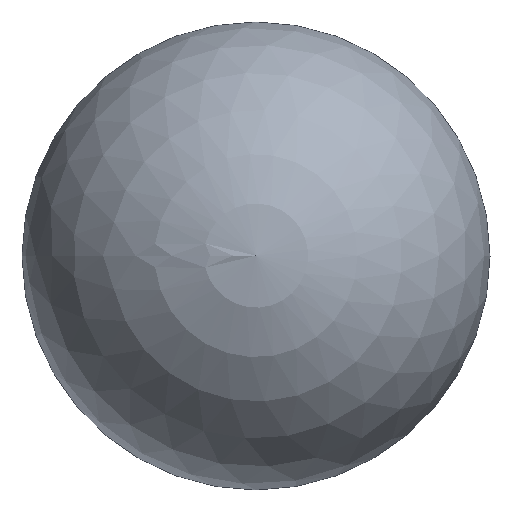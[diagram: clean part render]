
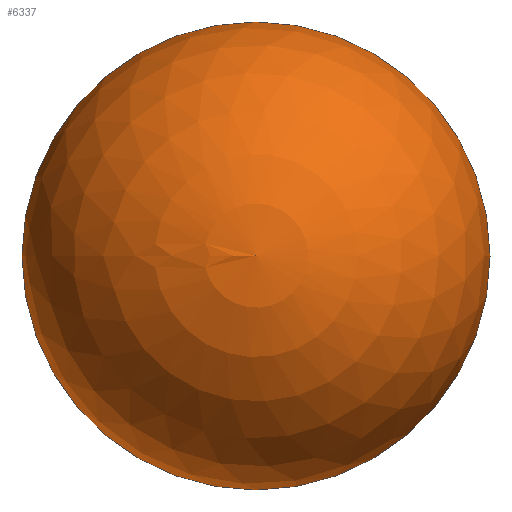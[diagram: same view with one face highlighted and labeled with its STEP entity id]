
A CAD part, top view. The second image highlights one B-rep face of the part: STEP entity #6337.
In plain terms, the highlighted spherical face has radius 125 mm.
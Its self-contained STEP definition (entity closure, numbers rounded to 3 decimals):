
#234 = DIRECTION ( 'NONE',  ( 0., 0., -1. ) ) ;
#1143 = CIRCLE ( 'NONE', #6783, 125. ) ;
#1223 = EDGE_LOOP ( 'NONE', ( #7321, #7198 ) ) ;
#1403 = DIRECTION ( 'NONE',  ( 0., 0., 1. ) ) ;
#1699 = DIRECTION ( 'NONE',  ( 1., 0., 0. ) ) ;
#1802 = CARTESIAN_POINT ( 'NONE',  ( 0., 0., 0. ) ) ;
#2921 = FACE_OUTER_BOUND ( 'NONE', #1223, .T. ) ;
#3208 = EDGE_CURVE ( 'NONE', #7813, #4557, #1143, .T. ) ;
#3228 = DIRECTION ( 'NONE',  ( -1., 0., 0. ) ) ;
#3548 = AXIS2_PLACEMENT_3D ( 'NONE', #4628, #6082, #1699 ) ;
#4346 = SPHERICAL_SURFACE ( 'NONE', #5582, 125. ) ;
#4557 = VERTEX_POINT ( 'NONE', #8006 ) ;
#4628 = CARTESIAN_POINT ( 'NONE',  ( 0., 0., 0. ) ) ;
#5244 = CIRCLE ( 'NONE', #3548, 125. ) ;
#5582 = AXIS2_PLACEMENT_3D ( 'NONE', #5787, #1403, #6493 ) ;
#5787 = CARTESIAN_POINT ( 'NONE',  ( 0., 0., 0. ) ) ;
#6082 = DIRECTION ( 'NONE',  ( 0., 0., 1. ) ) ;
#6337 = ADVANCED_FACE ( 'NONE', ( #2921 ), #4346, .T. ) ;
#6493 = DIRECTION ( 'NONE',  ( -1., 0., 0. ) ) ;
#6783 = AXIS2_PLACEMENT_3D ( 'NONE', #1802, #234, #3228 ) ;
#7198 = ORIENTED_EDGE ( 'NONE', *, *, #7442, .T. ) ;
#7321 = ORIENTED_EDGE ( 'NONE', *, *, #3208, .F. ) ;
#7442 = EDGE_CURVE ( 'NONE', #7813, #4557, #5244, .T. ) ;
#7813 = VERTEX_POINT ( 'NONE', #8525 ) ;
#8006 = CARTESIAN_POINT ( 'NONE',  ( 0., 125., 0. ) ) ;
#8525 = CARTESIAN_POINT ( 'NONE',  ( 0., -125., 0. ) ) ;
